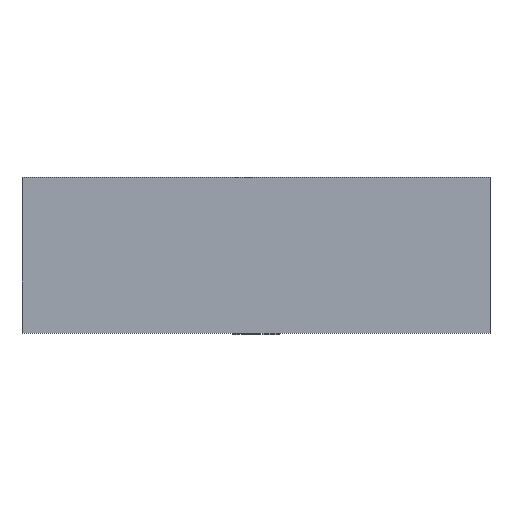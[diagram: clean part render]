
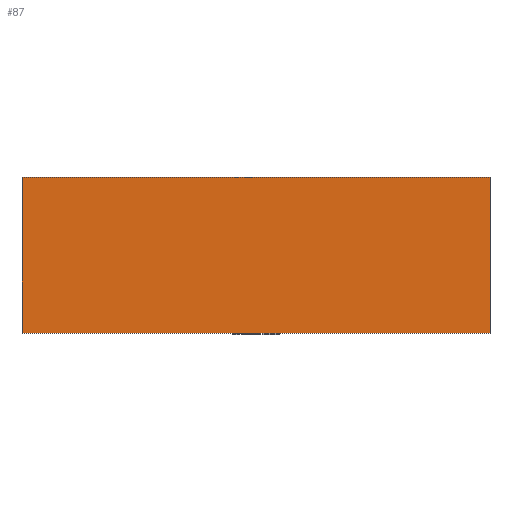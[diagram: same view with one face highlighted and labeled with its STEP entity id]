
A CAD part, top view. The second image highlights one B-rep face of the part: STEP entity #87.
In plain terms, the highlighted planar face has unit normal (0, 0, 1).
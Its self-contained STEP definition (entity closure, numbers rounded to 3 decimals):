
#87 = ADVANCED_FACE( '', ( #555 ), #556, .F. );
#555 = FACE_OUTER_BOUND( '', #1695, .T. );
#556 = PLANE( '', #1696 );
#1695 = EDGE_LOOP( '', ( #6862, #6863, #6864, #6865 ) );
#1696 = AXIS2_PLACEMENT_3D( '', #6866, #6867, #6868 );
#6862 = ORIENTED_EDGE( '', *, *, #9405, .T. );
#6863 = ORIENTED_EDGE( '', *, *, #9225, .F. );
#6864 = ORIENTED_EDGE( '', *, *, #9404, .F. );
#6865 = ORIENTED_EDGE( '', *, *, #9371, .T. );
#6866 = CARTESIAN_POINT( '', ( 571.5, -190.5, 57.15 ) );
#6867 = DIRECTION( '', ( 0., 0., -1. ) );
#6868 = DIRECTION( '', ( -1., 0., 0. ) );
#9225 = EDGE_CURVE( '', #10168, #10163, #10170, .T. );
#9371 = EDGE_CURVE( '', #10430, #10428, #10431, .T. );
#9404 = EDGE_CURVE( '', #10430, #10168, #10493, .T. );
#9405 = EDGE_CURVE( '', #10428, #10163, #10494, .T. );
#10163 = VERTEX_POINT( '', #11642 );
#10168 = VERTEX_POINT( '', #11649 );
#10170 = LINE( '', #11652, #11653 );
#10428 = VERTEX_POINT( '', #12487 );
#10430 = VERTEX_POINT( '', #12490 );
#10431 = LINE( '', #12491, #12492 );
#10493 = LINE( '', #12616, #12617 );
#10494 = LINE( '', #12618, #12619 );
#11642 = CARTESIAN_POINT( '', ( -571.5, 190.5, 57.15 ) );
#11649 = CARTESIAN_POINT( '', ( -571.5, -190.5, 57.15 ) );
#11652 = CARTESIAN_POINT( '', ( -571.5, -190.5, 57.15 ) );
#11653 = VECTOR( '', #15793, 1000. );
#12487 = CARTESIAN_POINT( '', ( 571.5, 190.5, 57.15 ) );
#12490 = CARTESIAN_POINT( '', ( 571.5, -190.5, 57.15 ) );
#12491 = CARTESIAN_POINT( '', ( 571.5, -190.5, 57.15 ) );
#12492 = VECTOR( '', #15901, 1000. );
#12616 = CARTESIAN_POINT( '', ( 571.5, -190.5, 57.15 ) );
#12617 = VECTOR( '', #15903, 1000. );
#12618 = CARTESIAN_POINT( '', ( 571.5, 190.5, 57.15 ) );
#12619 = VECTOR( '', #15904, 1000. );
#15793 = DIRECTION( '', ( 0., 1., 0. ) );
#15901 = DIRECTION( '', ( 0., 1., 0. ) );
#15903 = DIRECTION( '', ( -1., 0., 0. ) );
#15904 = DIRECTION( '', ( -1., 0., 0. ) );
